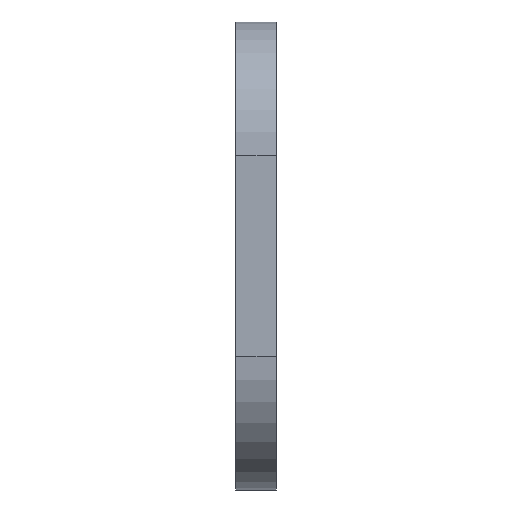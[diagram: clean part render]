
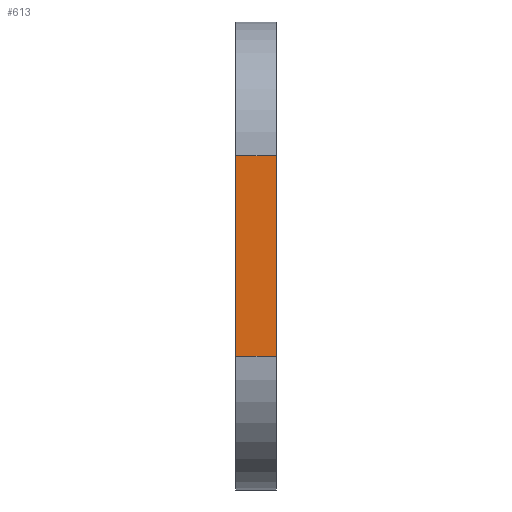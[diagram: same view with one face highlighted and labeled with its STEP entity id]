
A CAD part, left-side view. The second image highlights one B-rep face of the part: STEP entity #613.
In plain terms, the highlighted planar face has unit normal (-1, 0, 0).
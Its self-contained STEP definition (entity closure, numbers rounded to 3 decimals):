
#22 = DIRECTION ( 'NONE',  ( 0., 0., 1. ) ) ;
#119 = EDGE_CURVE ( 'NONE', #735, #373, #766, .T. ) ;
#137 = VERTEX_POINT ( 'NONE', #761 ) ;
#151 = DIRECTION ( 'NONE',  ( 0., -1., 0. ) ) ;
#158 = LINE ( 'NONE', #387, #790 ) ;
#213 = LINE ( 'NONE', #575, #494 ) ;
#214 = VECTOR ( 'NONE', #892, 1000. ) ;
#217 = VERTEX_POINT ( 'NONE', #315 ) ;
#219 = CARTESIAN_POINT ( 'NONE',  ( -12., 0., -10. ) ) ;
#234 = CARTESIAN_POINT ( 'NONE',  ( -12., -37., -35. ) ) ;
#252 = ORIENTED_EDGE ( 'NONE', *, *, #119, .T. ) ;
#258 = DIRECTION ( 'NONE',  ( 0., 1., 0. ) ) ;
#263 = CARTESIAN_POINT ( 'NONE',  ( -12., 0., -25. ) ) ;
#307 = DIRECTION ( 'NONE',  ( -1., 0., 0. ) ) ;
#315 = CARTESIAN_POINT ( 'NONE',  ( -12., 3., -25. ) ) ;
#373 = VERTEX_POINT ( 'NONE', #219 ) ;
#374 = VECTOR ( 'NONE', #258, 1000. ) ;
#387 = CARTESIAN_POINT ( 'NONE',  ( -12., 3., -35. ) ) ;
#400 = EDGE_LOOP ( 'NONE', ( #252, #654, #691, #880 ) ) ;
#433 = EDGE_CURVE ( 'NONE', #217, #735, #213, .T. ) ;
#457 = FACE_OUTER_BOUND ( 'NONE', #400, .T. ) ;
#494 = VECTOR ( 'NONE', #151, 1000. ) ;
#558 = AXIS2_PLACEMENT_3D ( 'NONE', #234, #307, #754 ) ;
#575 = CARTESIAN_POINT ( 'NONE',  ( -12., 0., -25. ) ) ;
#592 = PLANE ( 'NONE',  #558 ) ;
#597 = EDGE_CURVE ( 'NONE', #217, #137, #158, .T. ) ;
#613 = ADVANCED_FACE ( 'NONE', ( #457 ), #592, .T. ) ;
#627 = LINE ( 'NONE', #917, #374 ) ;
#654 = ORIENTED_EDGE ( 'NONE', *, *, #836, .T. ) ;
#691 = ORIENTED_EDGE ( 'NONE', *, *, #597, .F. ) ;
#735 = VERTEX_POINT ( 'NONE', #263 ) ;
#754 = DIRECTION ( 'NONE',  ( 0., 0., 1. ) ) ;
#761 = CARTESIAN_POINT ( 'NONE',  ( -12., 3., -10. ) ) ;
#766 = LINE ( 'NONE', #887, #214 ) ;
#790 = VECTOR ( 'NONE', #22, 1000. ) ;
#836 = EDGE_CURVE ( 'NONE', #373, #137, #627, .T. ) ;
#880 = ORIENTED_EDGE ( 'NONE', *, *, #433, .T. ) ;
#887 = CARTESIAN_POINT ( 'NONE',  ( -12., 0., -35. ) ) ;
#892 = DIRECTION ( 'NONE',  ( 0., 0., 1. ) ) ;
#917 = CARTESIAN_POINT ( 'NONE',  ( -12., 3., -10. ) ) ;
